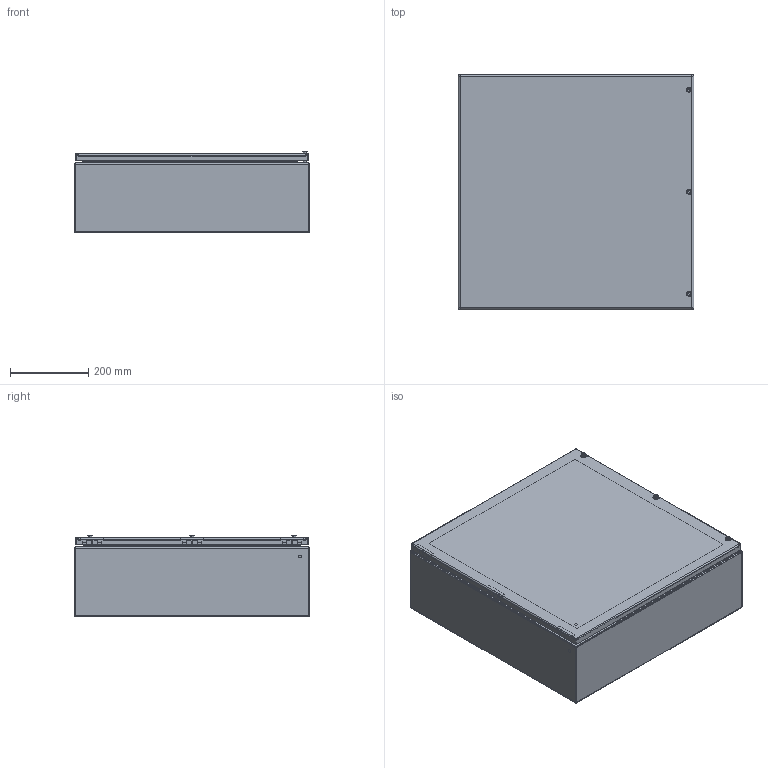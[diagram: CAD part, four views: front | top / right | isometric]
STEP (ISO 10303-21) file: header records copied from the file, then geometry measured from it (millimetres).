
FILE_DESCRIPTION(('CATIA V5 STEP Exchange','CAx-IF Rec.Pracs.--- Model Styling and Organization---1.5--- 2016-08-15','CAx-IF Rec.Pracs.---Supplemental Geometry---1.0---2011-11-01','CAx-IF Rec.Pracs.--- Composite Materials ---1.1---2010-07-15'),'2;1');
FILE_NAME ('2016644-4_0', '2024-12-05T07:21:51+00:00', ('none'), ('Weidmueller'), 'CATIA Version 5-6 Release 2022 SP4 HF5', 'CATIA V5 STEP AP214 v3', 'none');
FILE_SCHEMA(('AUTOMOTIVE_DESIGN { 1 0 10303 214 1 1 1 1 }'));
Length unit declared in the file: millimetre
Products named in the file (1): KEBi_HS_606020_0GP
Bounding box: 600 x 600 x 205.6 mm (x, y, z)
Volume: 2267072.3 mm3; surface area: 2553427 mm2
Topology: 4 solids, 13 shells, 1114 faces, 3151 edges, 2092 vertices
Faces by surface type: cylinder 426, plane 419, cone 127, torus 84, bspline 34, sphere 24
Entity records: 37995 total; most frequent: CARTESIAN_POINT 11252, ORIENTED_EDGE 6206, DIRECTION 3885, EDGE_CURVE 3103, VERTEX_POINT 2092, AXIS2_PLACEMENT_3D 1762, VECTOR 1373, LINE 1373
